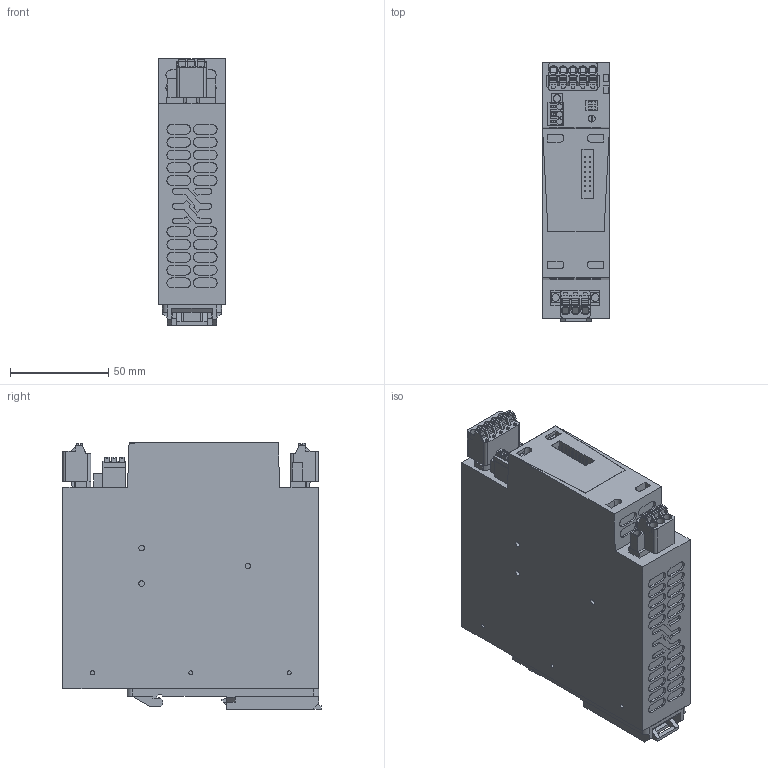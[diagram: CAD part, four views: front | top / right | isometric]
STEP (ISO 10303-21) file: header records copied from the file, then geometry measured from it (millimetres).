
FILE_DESCRIPTION(('CATIA V5 STEP Exchange','CAx-IF Rec.Pracs.--- Model Styling and Organization---1.4--- 2014-01-23'),'2;1');
FILE_NAME ('10529582_7', '2020-10-26T09:50:12+00:00', ('none'), ('Weidmueller'), 'CATIA Version 5-6 Release 2016 SP3 HF44', 'CATIA V5 STEP AP214', 'none');
FILE_SCHEMA(('AUTOMOTIVE_DESIGN { 1 0 10303 214 1 1 1 1 }'));
Products named in the file (1): 2466850100
Bounding box: 34 x 131.2 x 135.4 mm (x, y, z)
Volume: 533274.1 mm3; surface area: 78201.4 mm2
Topology: 51 solids, 51 shells, 1794 faces, 5000 edges, 3449 vertices
Faces by surface type: plane 1367, cylinder 343, extrusion 62, torus 16, cone 6
Entity records: 58622 total; most frequent: CARTESIAN_POINT 14000, ORIENTED_EDGE 10000, DIRECTION 6733, EDGE_CURVE 4955, VECTOR 3549, LINE 3487, VERTEX_POINT 3413, EDGE_LOOP 1943
